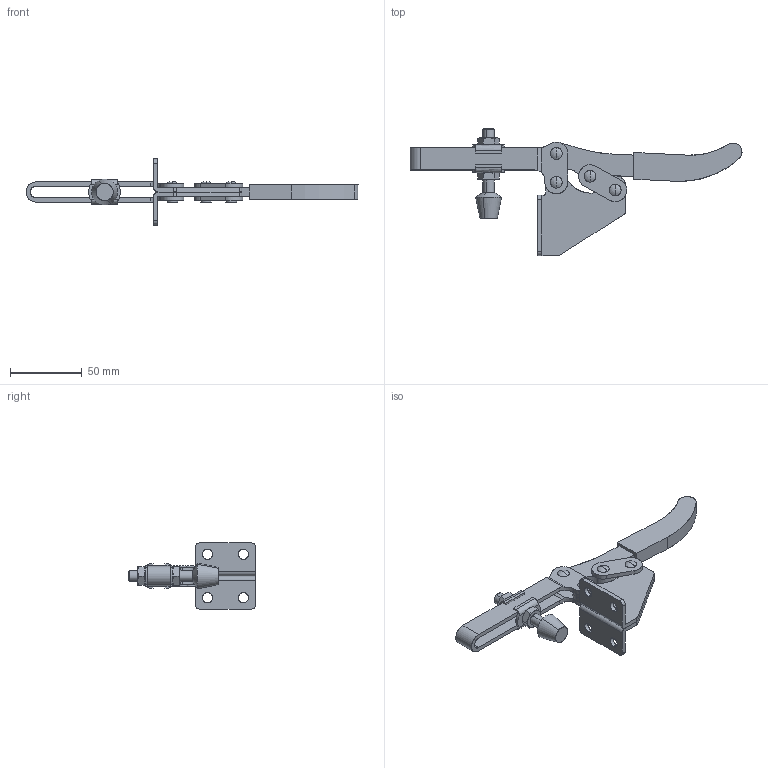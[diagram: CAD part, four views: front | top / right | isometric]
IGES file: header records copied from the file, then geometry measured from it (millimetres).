
Start section: SolidWorks IGES file using analytic representation for surfaces
Global section: file name: GH-202-FL(ﾂｲ､ﾆ).IGS,; native system: SolidWorks 2016; preprocessor: SolidWorks 2016; author: LinWei; date: 200716.105114; units: millimetre
Bounding box: 231.19 x 88.6 x 46 mm (x, y, z)
Surface area: 34303.2 mm2 (no closed solid volume)
Topology: 0 solids, 0 shells, 252 faces, 3848 edges, 3844 vertices
Faces by surface type: revolution 145, bspline 107
